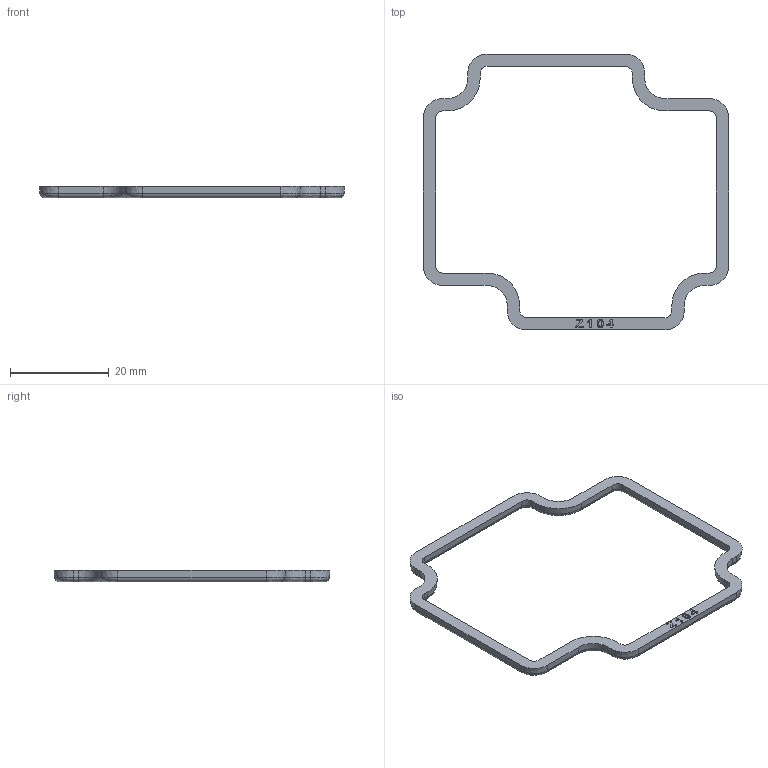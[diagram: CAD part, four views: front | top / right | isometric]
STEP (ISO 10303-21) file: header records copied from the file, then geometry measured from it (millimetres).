
FILE_DESCRIPTION (( 'STEP AP203' ), '1' );
FILE_NAME ('1550Z104GASKET.step', '2020-11-17T19:53:16', ( 'ADC123' ), ( 'Microsoft' ), 'SwSTEP 2.0', 'SolidWorks 2019', '' );
FILE_SCHEMA (( 'CONFIG_CONTROL_DESIGN' ));
Length unit declared in the file: inch
Products named in the file (1): 1550Z104GASKET
Bounding box: 61.8 x 55.8 x 2.35 mm (x, y, z)
Volume: 1022 mm3; surface area: 1763.7 mm2
Topology: 1 solids, 1 shells, 157 faces, 399 edges, 250 vertices
Faces by surface type: bspline 59, plane 50, cone 24, cylinder 24
Entity records: 6538 total; most frequent: CARTESIAN_POINT 3010, ORIENTED_EDGE 798, DIRECTION 599, EDGE_CURVE 399, VERTEX_POINT 250, VECTOR 209, LINE 209, AXIS2_PLACEMENT_3D 195
